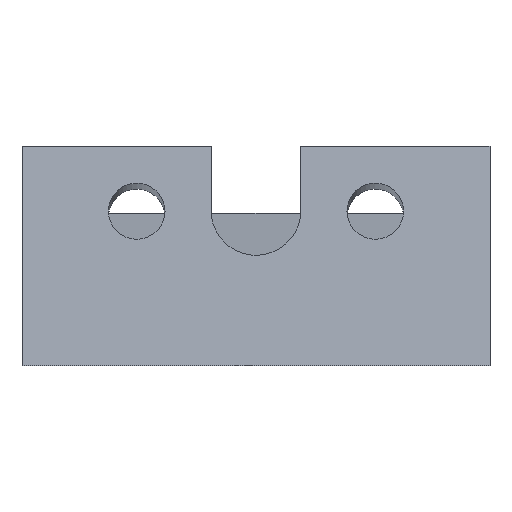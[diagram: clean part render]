
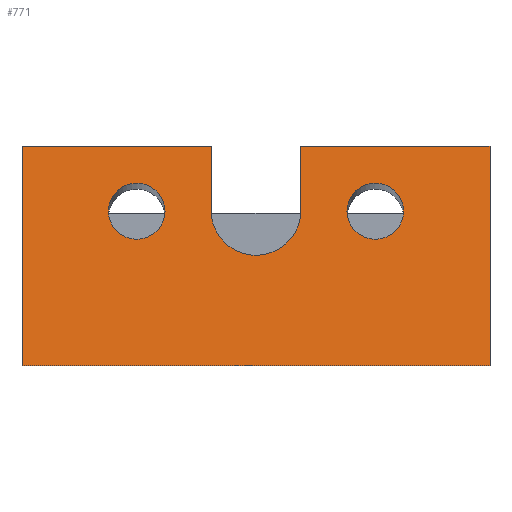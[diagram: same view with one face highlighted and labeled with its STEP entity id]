
A CAD part, front view. The second image highlights one B-rep face of the part: STEP entity #771.
In plain terms, the highlighted planar face has unit normal (0, -0.99, 0.14).
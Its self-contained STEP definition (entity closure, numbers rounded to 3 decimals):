
#48=FACE_BOUND('',#157,.T.);
#49=FACE_BOUND('',#158,.T.);
#51=ELLIPSE('',#793,3.,3.);
#58=CIRCLE('',#797,1.899);
#60=CIRCLE('',#800,1.899);
#118=FACE_OUTER_BOUND('',#156,.T.);
#156=EDGE_LOOP('',(#680,#681,#682,#683,#684,#685,#686,#687));
#157=EDGE_LOOP('',(#688));
#158=EDGE_LOOP('',(#689));
#193=LINE('',#1076,#302);
#197=LINE('',#1084,#306);
#214=LINE('',#1119,#323);
#215=LINE('',#1122,#324);
#241=LINE('',#1185,#350);
#242=LINE('',#1187,#351);
#243=LINE('',#1188,#352);
#302=VECTOR('',#865,12.7);
#306=VECTOR('',#869,12.7);
#323=VECTOR('',#892,4.377);
#324=VECTOR('',#895,4.377);
#350=VECTOR('',#967,14.853);
#351=VECTOR('',#968,31.4);
#352=VECTOR('',#969,14.853);
#405=VERTEX_POINT('',#1073);
#406=VERTEX_POINT('',#1075);
#409=VERTEX_POINT('',#1081);
#410=VERTEX_POINT('',#1083);
#425=VERTEX_POINT('',#1117);
#426=VERTEX_POINT('',#1121);
#431=VERTEX_POINT('',#1141);
#433=VERTEX_POINT('',#1146);
#440=VERTEX_POINT('',#1184);
#441=VERTEX_POINT('',#1186);
#472=EDGE_CURVE('',#405,#406,#193,.T.);
#476=EDGE_CURVE('',#409,#410,#197,.T.);
#493=EDGE_CURVE('',#405,#425,#214,.T.);
#494=EDGE_CURVE('',#426,#410,#215,.T.);
#501=EDGE_CURVE('',#425,#426,#51,.T.);
#505=EDGE_CURVE('',#431,#431,#58,.T.);
#507=EDGE_CURVE('',#433,#433,#60,.T.);
#526=EDGE_CURVE('',#440,#409,#241,.T.);
#527=EDGE_CURVE('',#440,#441,#242,.T.);
#528=EDGE_CURVE('',#406,#441,#243,.T.);
#680=ORIENTED_EDGE('',*,*,#494,.T.);
#681=ORIENTED_EDGE('',*,*,#476,.F.);
#682=ORIENTED_EDGE('',*,*,#526,.F.);
#683=ORIENTED_EDGE('',*,*,#527,.T.);
#684=ORIENTED_EDGE('',*,*,#528,.F.);
#685=ORIENTED_EDGE('',*,*,#472,.F.);
#686=ORIENTED_EDGE('',*,*,#493,.T.);
#687=ORIENTED_EDGE('',*,*,#501,.T.);
#688=ORIENTED_EDGE('',*,*,#505,.T.);
#689=ORIENTED_EDGE('',*,*,#507,.T.);
#738=PLANE('',#812);
#771=ADVANCED_FACE('',(#118,#48,#49),#738,.F.);
#793=AXIS2_PLACEMENT_3D('',#1134,#907,#908);
#797=AXIS2_PLACEMENT_3D('',#1142,#917,#918);
#800=AXIS2_PLACEMENT_3D('',#1147,#923,#924);
#812=AXIS2_PLACEMENT_3D('',#1183,#965,#966);
#865=DIRECTION('',(1.,0.,0.));
#869=DIRECTION('',(1.,0.,0.));
#892=DIRECTION('',(0.,-0.14,-0.99));
#895=DIRECTION('',(0.,0.14,0.99));
#907=DIRECTION('center_axis',(0.,0.99,-0.14));
#908=DIRECTION('ref_axis',(0.,-0.14,-0.99));
#917=DIRECTION('center_axis',(0.,0.99,-0.14));
#918=DIRECTION('ref_axis',(1.,0.,0.));
#923=DIRECTION('center_axis',(0.,0.99,-0.14));
#924=DIRECTION('ref_axis',(1.,0.,0.));
#965=DIRECTION('center_axis',(0.,0.99,-0.14));
#966=DIRECTION('ref_axis',(0.,0.14,0.99));
#967=DIRECTION('',(0.,0.14,0.99));
#968=DIRECTION('',(1.,0.,0.));
#969=DIRECTION('',(0.,-0.14,-0.99));
#1073=CARTESIAN_POINT('',(16.7,-8.073,14.707));
#1075=CARTESIAN_POINT('',(29.4,-8.073,14.707));
#1076=CARTESIAN_POINT('',(13.7,-8.073,14.707));
#1081=CARTESIAN_POINT('',(-2.,-8.073,14.707));
#1083=CARTESIAN_POINT('',(10.7,-8.073,14.707));
#1084=CARTESIAN_POINT('',(13.7,-8.073,14.707));
#1117=CARTESIAN_POINT('',(16.7,-8.685,10.372));
#1119=CARTESIAN_POINT('',(16.7,-9.419,5.173));
#1121=CARTESIAN_POINT('',(10.7,-8.685,10.372));
#1122=CARTESIAN_POINT('',(10.7,-9.111,7.353));
#1134=CARTESIAN_POINT('Origin',(13.7,-8.685,10.372));
#1141=CARTESIAN_POINT('',(7.599,-8.687,10.359));
#1142=CARTESIAN_POINT('Origin',(5.7,-8.687,10.359));
#1146=CARTESIAN_POINT('',(23.599,-8.687,10.359));
#1147=CARTESIAN_POINT('Origin',(21.7,-8.687,10.359));
#1183=CARTESIAN_POINT('Origin',(-2.,-10.15,0.));
#1184=CARTESIAN_POINT('',(-2.,-10.15,0.));
#1185=CARTESIAN_POINT('',(-2.,-10.111,0.277));
#1186=CARTESIAN_POINT('',(29.4,-10.15,0.));
#1187=CARTESIAN_POINT('',(-2.,-10.15,0.));
#1188=CARTESIAN_POINT('',(29.4,-10.15,0.));
